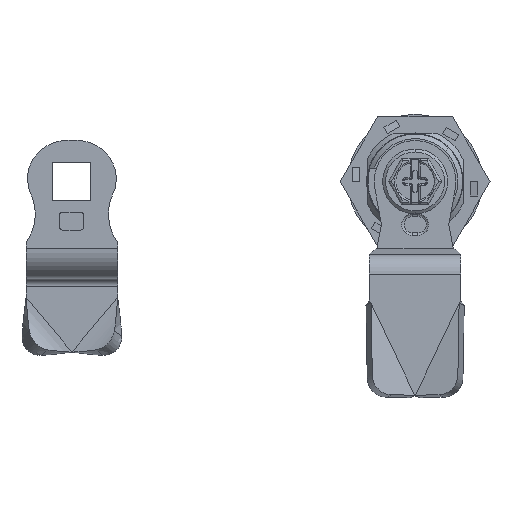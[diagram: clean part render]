
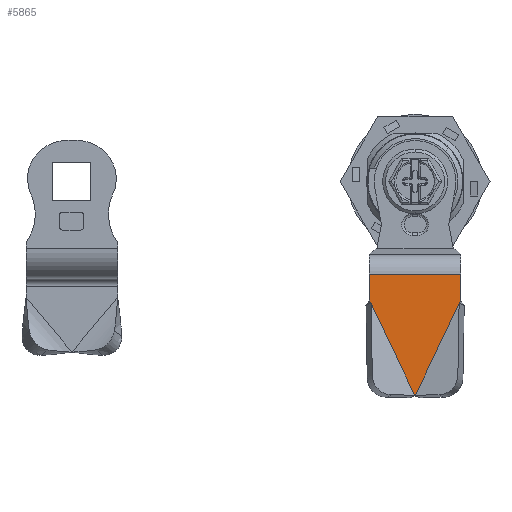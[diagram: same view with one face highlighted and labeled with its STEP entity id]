
A CAD part, top view. The second image highlights one B-rep face of the part: STEP entity #5865.
In plain terms, the highlighted planar face has unit normal (0, 0, 1).
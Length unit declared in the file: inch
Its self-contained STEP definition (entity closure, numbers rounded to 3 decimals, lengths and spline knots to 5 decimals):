
#68 = VERTEX_POINT ( 'NONE', #1620 ) ;
#425 = CARTESIAN_POINT ( 'NONE',  ( 0.36061, -0.99876, 1.47133 ) ) ;
#719 = EDGE_CURVE ( 'NONE', #68, #25073, #10122, .T. ) ;
#802 = VECTOR ( 'NONE', #20520, 39.37008 ) ;
#1620 = CARTESIAN_POINT ( 'NONE',  ( 0.37405, -0.97047, 1.47133 ) ) ;
#2870 = CARTESIAN_POINT ( 'NONE',  ( -0.36055, -0.99876, 1.47133 ) ) ;
#3511 = EDGE_CURVE ( 'NONE', #27167, #21558, #20501, .T. ) ;
#3894 = EDGE_CURVE ( 'NONE', #9004, #6108, #24833, .T. ) ;
#3940 = VECTOR ( 'NONE', #15690, 39.37008 ) ;
#4080 = AXIS2_PLACEMENT_3D ( 'NONE', #18286, #7339, #18715 ) ;
#4254 = EDGE_CURVE ( 'NONE', #25073, #16470, #6898, .T. ) ;
#4361 = B_SPLINE_CURVE_WITH_KNOTS ( 'NONE', 3,
 ( #17028, #23239, #16597, #8767 ),
 .UNSPECIFIED., .F., .F.,
 ( 4, 4 ),
 ( 0., 1. ),
 .UNSPECIFIED. ) ;
#5527 = CARTESIAN_POINT ( 'NONE',  ( 0.37405, -0.75919, 1.47133 ) ) ;
#5597 = DIRECTION ( 'NONE',  ( -0.429, 0.903, 0. ) ) ;
#5828 = ORIENTED_EDGE ( 'NONE', *, *, #6339, .T. ) ;
#5865 = ADVANCED_FACE ( 'NONE', ( #16551 ), #12074, .T. ) ;
#6107 = CARTESIAN_POINT ( 'NONE',  ( -0.37398, -0.97047, 1.47133 ) ) ;
#6108 = VERTEX_POINT ( 'NONE', #19001 ) ;
#6339 = EDGE_CURVE ( 'NONE', #10381, #21558, #9969, .T. ) ;
#6898 = LINE ( 'NONE', #9483, #3940 ) ;
#7038 = LINE ( 'NONE', #17433, #19178 ) ;
#7339 = DIRECTION ( 'NONE',  ( 0., 0., 1. ) ) ;
#7532 = CARTESIAN_POINT ( 'NONE',  ( 0.00003, -1.75787, 1.47133 ) ) ;
#7673 = CARTESIAN_POINT ( 'NONE',  ( -0.37398, -0.97047, 1.47133 ) ) ;
#7754 = VECTOR ( 'NONE', #5597, 39.37008 ) ;
#7942 = EDGE_CURVE ( 'NONE', #8651, #6108, #16481, .T. ) ;
#8651 = VERTEX_POINT ( 'NONE', #7532 ) ;
#8767 = CARTESIAN_POINT ( 'NONE',  ( 0.00003, -1.75787, 1.47133 ) ) ;
#9004 = VERTEX_POINT ( 'NONE', #9394 ) ;
#9394 = CARTESIAN_POINT ( 'NONE',  ( -0.36055, -0.99876, 1.47133 ) ) ;
#9466 = ORIENTED_EDGE ( 'NONE', *, *, #7942, .F. ) ;
#9483 = CARTESIAN_POINT ( 'NONE',  ( 0.36061, -0.99876, 1.47133 ) ) ;
#9782 = CARTESIAN_POINT ( 'NONE',  ( -0.36055, -0.99876, 1.47133 ) ) ;
#9969 = LINE ( 'NONE', #18595, #23778 ) ;
#9975 = CARTESIAN_POINT ( 'NONE',  ( 0.37405, -0.97047, 1.47133 ) ) ;
#10122 = LINE ( 'NONE', #9975, #12738 ) ;
#10381 = VERTEX_POINT ( 'NONE', #5527 ) ;
#10631 = CARTESIAN_POINT ( 'NONE',  ( -0.37398, -0.75919, 1.47133 ) ) ;
#11665 = DIRECTION ( 'NONE',  ( 0.429, -0.903, 0. ) ) ;
#12074 = PLANE ( 'NONE',  #4080 ) ;
#12615 = ORIENTED_EDGE ( 'NONE', *, *, #3511, .F. ) ;
#12738 = VECTOR ( 'NONE', #27586, 39.37008 ) ;
#14038 = ORIENTED_EDGE ( 'NONE', *, *, #27699, .F. ) ;
#14522 = VECTOR ( 'NONE', #27172, 39.37008 ) ;
#15034 = EDGE_LOOP ( 'NONE', ( #12615, #23684, #23753, #9466, #14038, #17743, #27387, #24549, #5828 ) ) ;
#15690 = DIRECTION ( 'NONE',  ( -0.429, -0.903, 0. ) ) ;
#16470 = VERTEX_POINT ( 'NONE', #17038 ) ;
#16481 = LINE ( 'NONE', #25575, #802 ) ;
#16551 = FACE_OUTER_BOUND ( 'NONE', #15034, .T. ) ;
#16597 = CARTESIAN_POINT ( 'NONE',  ( 0.00104, -1.75575, 1.47133 ) ) ;
#17028 = CARTESIAN_POINT ( 'NONE',  ( 0.00306, -1.75149, 1.47133 ) ) ;
#17038 = CARTESIAN_POINT ( 'NONE',  ( 0.00306, -1.75149, 1.47133 ) ) ;
#17433 = CARTESIAN_POINT ( 'NONE',  ( 0.37405, -0.75919, 1.47133 ) ) ;
#17743 = ORIENTED_EDGE ( 'NONE', *, *, #4254, .F. ) ;
#18286 = CARTESIAN_POINT ( 'NONE',  ( 0.00003, 0.20287, 1.47133 ) ) ;
#18595 = CARTESIAN_POINT ( 'NONE',  ( 0.37405, -0.75919, 1.47133 ) ) ;
#18638 = EDGE_CURVE ( 'NONE', #9004, #27167, #25368, .T. ) ;
#18715 = DIRECTION ( 'NONE',  ( 0., 1., 0. ) ) ;
#19001 = CARTESIAN_POINT ( 'NONE',  ( -0.003, -1.75149, 1.47133 ) ) ;
#19178 = VECTOR ( 'NONE', #24224, 39.37008 ) ;
#20501 = LINE ( 'NONE', #7673, #14522 ) ;
#20520 = DIRECTION ( 'NONE',  ( -0.429, 0.903, 0. ) ) ;
#21558 = VERTEX_POINT ( 'NONE', #10631 ) ;
#23100 = DIRECTION ( 'NONE',  ( -1., 0., 0. ) ) ;
#23239 = CARTESIAN_POINT ( 'NONE',  ( 0.00205, -1.75362, 1.47133 ) ) ;
#23307 = VECTOR ( 'NONE', #11665, 39.37008 ) ;
#23624 = EDGE_CURVE ( 'NONE', #10381, #68, #7038, .T. ) ;
#23684 = ORIENTED_EDGE ( 'NONE', *, *, #18638, .F. ) ;
#23753 = ORIENTED_EDGE ( 'NONE', *, *, #3894, .T. ) ;
#23778 = VECTOR ( 'NONE', #23100, 39.37008 ) ;
#24224 = DIRECTION ( 'NONE',  ( 0., -1., 0. ) ) ;
#24549 = ORIENTED_EDGE ( 'NONE', *, *, #23624, .F. ) ;
#24833 = LINE ( 'NONE', #2870, #23307 ) ;
#25073 = VERTEX_POINT ( 'NONE', #425 ) ;
#25368 = LINE ( 'NONE', #9782, #7754 ) ;
#25575 = CARTESIAN_POINT ( 'NONE',  ( 0.00003, -1.75787, 1.47133 ) ) ;
#27167 = VERTEX_POINT ( 'NONE', #6107 ) ;
#27172 = DIRECTION ( 'NONE',  ( 0., 1., 0. ) ) ;
#27387 = ORIENTED_EDGE ( 'NONE', *, *, #719, .F. ) ;
#27586 = DIRECTION ( 'NONE',  ( -0.429, -0.903, 0. ) ) ;
#27699 = EDGE_CURVE ( 'NONE', #16470, #8651, #4361, .T. ) ;
